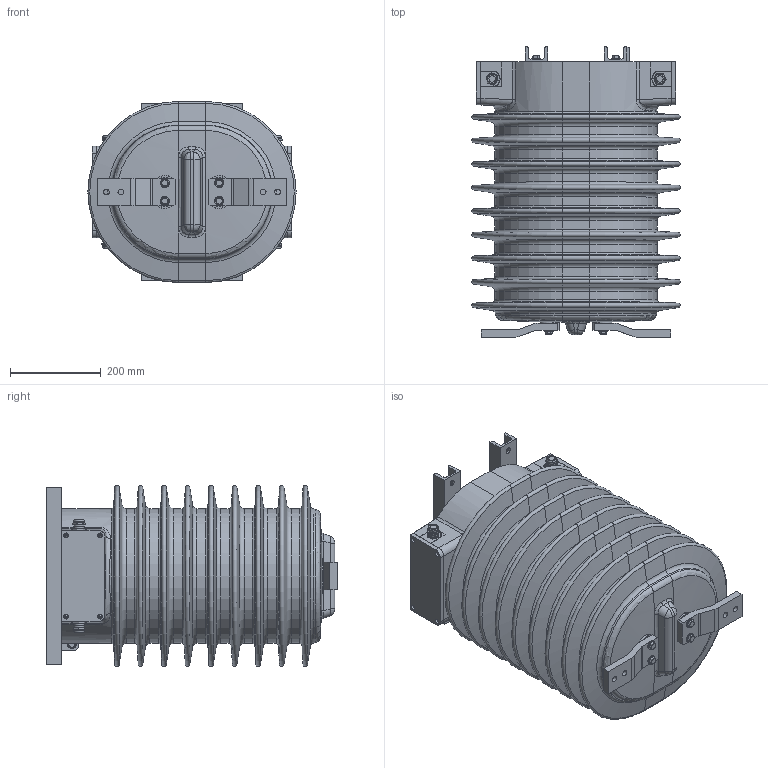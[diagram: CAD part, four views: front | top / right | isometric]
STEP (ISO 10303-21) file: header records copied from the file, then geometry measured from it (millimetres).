
FILE_DESCRIPTION(('STEP AP242'), '1');
FILE_NAME('ﾒﾋ-ﾝﾊ-35 ﾌ2 (蒡 1500ﾀ)', '', ('UNSPECIFIED'), ('UNSPECIFIED'), 'ASCON STEP Converter 1.6', 'ASCON Math Kernel', '');
FILE_SCHEMA(('AP242_MANAGED_MODEL_BASED_3D_ENGINEERING_MIM_LF { 1 0 10303 442 1 1 4 }'));
Length unit declared in the file: millimetre
Products named in the file (20): Ñáîðêà Ì20 S24; Eingießmutter M5; Anschlussklemme; Anschlussleiste
Assembly tree (73 placements, depth 3):
  (unnamed)
    (unnamed)  x4
    Ñáîðêà Ì20 S24  x4
    Eingießmutter M5  x8
    (unnamed)  x2
    (unnamed)  x8
    Anschlussklemme  x16
    Anschlussleiste  x2
    (unnamed)
    (unnamed)  x2
    (unnamed)  x2
    (unnamed)  x4
    (unnamed)  x10
    (unnamed)  x4
    (unnamed)
      (unnamed)
    (unnamed)
      (unnamed)
    (unnamed)
    (unnamed)
Bounding box: 459.99 x 641 x 399.99 mm (x, y, z)
Volume: 57888894.4 mm3; surface area: 2383626.1 mm2
Topology: 71 solids, 71 shells, 2032 faces, 4824 edges, 3026 vertices
Faces by surface type: plane 1295, cylinder 440, cone 161, torus 82, bspline 36, sphere 18
Full cylindrical faces by diameter (mm): 4.2 x8, 5 x64, 6 x8, 6.5 x8, 8 x24, 8.376 x17, 8.5 x8, 10 x17, 10.5 x10, 11 x4, 13 x9, 14 x8, 14.5 x4, 18.984 x4, 19 x8, 19.802 x4, 20 x18, 22 x4, 23.5 x8
Entity records: 49676 total; most frequent: CARTESIAN_POINT 15064, DIRECTION 4962, ORIENTED_EDGE 4758, EDGE_CURVE 2379, AXIS2_PLACEMENT_3D 1657, LINE 1648, VECTOR 1648, VERTEX_POINT 1530
